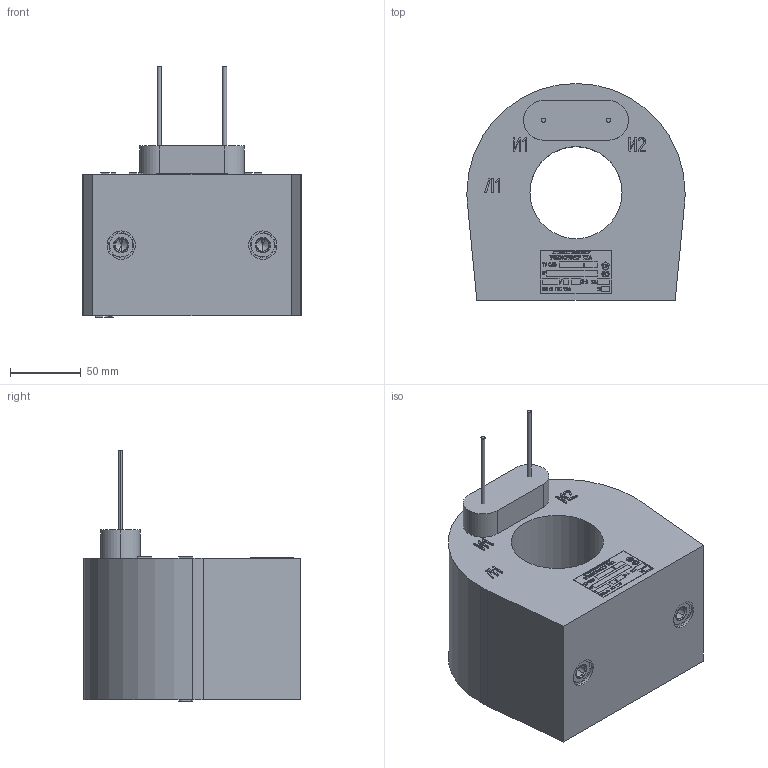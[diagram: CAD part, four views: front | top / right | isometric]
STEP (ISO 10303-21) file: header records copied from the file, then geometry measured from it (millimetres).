
FILE_DESCRIPTION (( 'STEP AP214' ), '1' );
FILE_NAME ('ﾒﾒ-0,66-ﾒﾘﾋVIIIﾏ.STEP', '2023-07-28T10:55:19', ( '' ), ( '' ), 'SwSTEP 2.0', 'SolidWorks 2014', '' );
FILE_SCHEMA (( 'AUTOMOTIVE_DESIGN' ));
Length unit declared in the file: millimetre
Products named in the file (9): Òàáëè÷êà òåõíè÷åñêèõ äàííûõ ÒÒ-0,66 (ÒØË) óíèâåðñàëüíàÿ ÂÅÈÓ.754312.018-01 ; Ãàéêà Ì10 (çàêëàäíàÿ íà îñíîâàíèå); Âòîðè÷íûé âûâîä (â ñáîðå ãàéêà êîíòàêòíàÿ ñ âèíòîì); âèíò Ì6 õ 10.88.016 DIN 7985 Ò; øàéáà 6.65Ã.016 DIN 127 B; øàéáà Ñ6.01.016 DIN 125; Ãàéêà Ì6 (êîíòàêòíàÿ ÂÅÈÓ.758414.001-01 ëàòóíü); �������� ���VIII_���VIII�; ﾒﾒ-0,66-ﾒﾘﾋVIIIﾏ
Assembly tree (10 placements, depth 3):
  ﾒﾒ-0,66-ﾒﾘﾋVIIIﾏ
    �������� ���VIII_���VIII�
    Âòîðè÷íûé âûâîä (â ñáîðå ãàéêà êîíòàêòíàÿ ñ âèíòîì)  x2
      Ãàéêà Ì6 (êîíòàêòíàÿ ÂÅÈÓ.758414.001-01 ëàòóíü)
      øàéáà Ñ6.01.016 DIN 125
      øàéáà 6.65Ã.016 DIN 127 B
      âèíò Ì6 õ 10.88.016 DIN 7985 Ò
    Ãàéêà Ì10 (çàêëàäíàÿ íà îñíîâàíèå)  x2
    Òàáëè÷êà òåõíè÷åñêèõ äàííûõ ÒÒ-0,66 (ÒØË) óíèâåðñàëüíàÿ ÂÅÈÓ.754312.018-01 
Bounding box: 154 x 153 x 177 mm (x, y, z)
Volume: 1762732.7 mm3; surface area: 126444.7 mm2
Topology: 14 solids, 17 shells, 1923 faces, 5186 edges, 3443 vertices
Faces by surface type: plane 965, bspline 809, cylinder 101, cone 38, torus 10
Entity records: 100209 total; most frequent: CARTESIAN_POINT 41836, ORIENTED_EDGE 9998, DIRECTION 5645, EDGE_CURVE 4999, VERTEX_POINT 3328, VECTOR 3163, LINE 3163, EDGE_LOOP 2005
